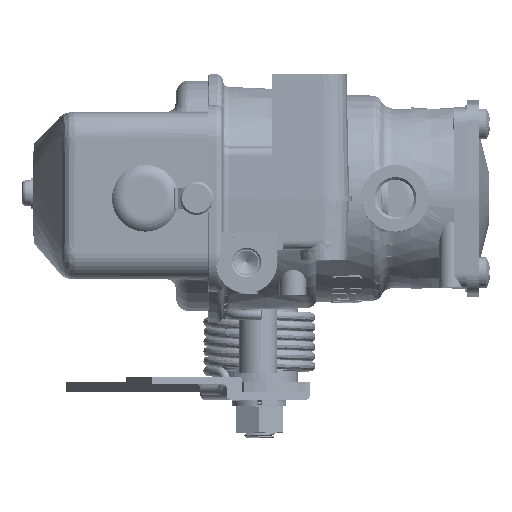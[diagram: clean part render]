
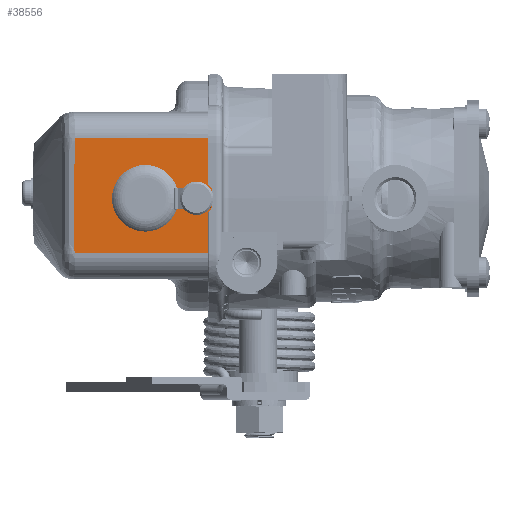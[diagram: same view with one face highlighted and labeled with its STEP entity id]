
A CAD part, left-side view. The second image highlights one B-rep face of the part: STEP entity #38556.
In plain terms, the highlighted planar face has unit normal (1, 0, 0).
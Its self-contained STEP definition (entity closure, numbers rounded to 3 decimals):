
#29452=CARTESIAN_POINT('',(-66.5,10.2,0.));
#29453=DIRECTION('',(1.,0.,0.));
#29454=DIRECTION('',(0.,1.,0.));
#29455=AXIS2_PLACEMENT_3D('',#29452,#29453,#29454);
#29460=DIRECTION('',(0.,0.,1.));
#29461=VECTOR('',#29460,23.5);
#29462=CARTESIAN_POINT('',(-66.5,4.2,0.));
#29463=LINE('',#29462,#29461);
#29467=CARTESIAN_POINT('',(-66.492,23.467,
22.247));
#29468=DIRECTION('',(-1.,0.,0.));
#29469=DIRECTION('',(0.,0.999,0.036));
#29470=AXIS2_PLACEMENT_3D('',#29467,#29468,#29469);
#29475=CARTESIAN_POINT('',(-66.5,57.824,
22.318));
#29476=CARTESIAN_POINT('',(-66.5,57.825,
21.58));
#29477=CARTESIAN_POINT('',(-66.5,57.828,
20.122));
#29478=CARTESIAN_POINT('',(-66.5,57.831,
17.942));
#29479=CARTESIAN_POINT('',(-66.5,57.834,
15.78));
#29480=CARTESIAN_POINT('',(-66.5,57.837,
13.617));
#29481=CARTESIAN_POINT('',(-66.5,57.84,
11.429));
#29482=CARTESIAN_POINT('',(-66.5,57.842,
9.144));
#29483=CARTESIAN_POINT('',(-66.5,57.844,
6.656));
#29484=CARTESIAN_POINT('',(-66.5,57.845,
3.926));
#29485=CARTESIAN_POINT('',(-66.5,57.846,
1.082));
#29486=CARTESIAN_POINT('',(-66.5,57.846,
-1.667));
#29487=CARTESIAN_POINT('',(-66.5,57.845,
-4.184));
#29488=CARTESIAN_POINT('',(-66.5,57.844,
-6.495));
#29489=CARTESIAN_POINT('',(-66.5,57.842,
-8.694));
#29490=CARTESIAN_POINT('',(-66.5,57.84,
-10.855));
#29491=CARTESIAN_POINT('',(-66.5,57.837,
-13.028));
#29492=CARTESIAN_POINT('',(-66.5,57.834,
-15.264));
#29493=CARTESIAN_POINT('',(-66.5,57.831,
-17.636));
#29494=CARTESIAN_POINT('',(-66.5,57.828,
-19.27));
#29495=CARTESIAN_POINT('',(-66.5,57.827,
-20.123));
#29500=CARTESIAN_POINT('',(-66.474,22.382,
-20.037));
#29501=DIRECTION('',(-1.,-0.001,0.));
#29502=DIRECTION('',(-0.001,1.,-0.002));
#29503=AXIS2_PLACEMENT_3D('',#29500,#29501,#29502);
#29508=DIRECTION('',(0.,0.,1.));
#29509=VECTOR('',#29508,21.5);
#29510=CARTESIAN_POINT('',(-66.5,4.2,-21.5));
#29511=LINE('',#29510,#29509);
#29515=CARTESIAN_POINT('',(-66.5,10.2,0.));
#29516=DIRECTION('',(1.,0.,0.));
#29517=DIRECTION('',(0.,-1.,0.));
#29518=AXIS2_PLACEMENT_3D('',#29515,#29516,#29517);
#29523=DIRECTION('',(0.,0.,-1.));
#29524=VECTOR('',#29523,8.);
#29525=CARTESIAN_POINT('',(-66.5,17.272,
4.));
#29526=LINE('',#29525,#29524);
#29530=CARTESIAN_POINT('',(-66.5,17.272,
-4.));
#29531=CARTESIAN_POINT('',(-66.5,17.391,
-4.));
#29532=CARTESIAN_POINT('',(-66.5,17.601,
-4.045));
#29533=CARTESIAN_POINT('',(-66.5,17.854,
-4.209));
#29534=CARTESIAN_POINT('',(-66.5,17.949,
-4.351));
#29535=CARTESIAN_POINT('',(-66.5,17.979,
-4.434));
#29540=CARTESIAN_POINT('',(-66.5,30.2,0.));
#29541=DIRECTION('',(1.,0.,0.));
#29542=DIRECTION('',(0.,-0.94,-0.341));
#29543=AXIS2_PLACEMENT_3D('',#29540,#29541,#29542);
#29548=CARTESIAN_POINT('',(-66.5,30.2,0.));
#29549=DIRECTION('',(1.,0.,0.));
#29550=DIRECTION('',(0.,0.,-1.));
#29551=AXIS2_PLACEMENT_3D('',#29548,#29549,#29550);
#29556=CARTESIAN_POINT('',(-66.5,30.2,0.));
#29557=DIRECTION('',(1.,0.,0.));
#29558=DIRECTION('',(0.,0.,1.));
#29559=AXIS2_PLACEMENT_3D('',#29556,#29557,#29558);
#29564=CARTESIAN_POINT('',(-66.5,17.979,
4.434));
#29565=CARTESIAN_POINT('',(-66.5,17.949,
4.35));
#29566=CARTESIAN_POINT('',(-66.5,17.851,
4.206));
#29567=CARTESIAN_POINT('',(-66.5,17.601,
4.045));
#29568=CARTESIAN_POINT('',(-66.5,17.39,
4.));
#29569=CARTESIAN_POINT('',(-66.5,17.272,
4.));
#30316=DIRECTION('',(0.,-1.,0.));
#30317=VECTOR('',#30316,53.601);
#30318=CARTESIAN_POINT('',(-66.5,57.801,
23.5));
#30319=LINE('',#30318,#30317);
#31508=DIRECTION('',(0.,1.,0.));
#31509=VECTOR('',#31508,53.597);
#31510=CARTESIAN_POINT('',(-66.5,4.2,-21.5));
#31511=LINE('',#31510,#31509);
#35814=CARTESIAN_POINT('',(-66.5,4.2,0.));
#35815=CARTESIAN_POINT('',(-66.5,4.2,23.5));
#35816=VERTEX_POINT('',#35814);
#35817=VERTEX_POINT('',#35815);
#35818=CARTESIAN_POINT('',(-66.5,4.2,-21.5));
#35819=VERTEX_POINT('',#35818);
#35874=CARTESIAN_POINT('',(-66.5,16.2,0.));
#35875=VERTEX_POINT('',#35874);
#35876=CARTESIAN_POINT('',(-66.5,57.801,
23.5));
#35877=VERTEX_POINT('',#35876);
#35878=CARTESIAN_POINT('',(-66.5,57.824,
22.318));
#35879=VERTEX_POINT('',#35878);
#35880=VERTEX_POINT('',#29495);
#35881=CARTESIAN_POINT('',(-66.5,57.797,
-21.5));
#35882=VERTEX_POINT('',#35881);
#35883=CARTESIAN_POINT('',(-66.5,17.272,
4.));
#35884=CARTESIAN_POINT('',(-66.5,17.272,
-4.));
#35885=VERTEX_POINT('',#35883);
#35886=VERTEX_POINT('',#35884);
#35887=VERTEX_POINT('',#29535);
#35888=CARTESIAN_POINT('',(-66.5,30.201,-13.));
#35889=VERTEX_POINT('',#35888);
#35890=CARTESIAN_POINT('',(-66.5,30.199,13.));
#35891=VERTEX_POINT('',#35890);
#35892=CARTESIAN_POINT('',(-66.5,17.979,4.434));
#35893=VERTEX_POINT('',#35892);
#38519=CARTESIAN_POINT('',(-66.5,31.023,1.));
#38520=DIRECTION('',(1.,0.,0.));
#38521=DIRECTION('',(0.,0.,1.));
#38522=AXIS2_PLACEMENT_3D('',#38519,#38520,#38521);
#38523=PLANE('',#38522);
#38525=ORIENTED_EDGE('',*,*,#38524,.T.);
#38526=ORIENTED_EDGE('',*,*,#38448,.T.);
#38528=ORIENTED_EDGE('',*,*,#38527,.F.);
#38530=ORIENTED_EDGE('',*,*,#38529,.T.);
#38532=ORIENTED_EDGE('',*,*,#38531,.T.);
#38534=ORIENTED_EDGE('',*,*,#38533,.T.);
#38536=ORIENTED_EDGE('',*,*,#38535,.F.);
#38537=ORIENTED_EDGE('',*,*,#38450,.T.);
#38539=ORIENTED_EDGE('',*,*,#38538,.T.);
#38540=EDGE_LOOP('',(#38525,#38526,#38528,#38530,#38532,#38534,#38536,#38537,
#38539));
#38541=FACE_OUTER_BOUND('',#38540,.F.);
#38543=ORIENTED_EDGE('',*,*,#38542,.T.);
#38545=ORIENTED_EDGE('',*,*,#38544,.T.);
#38547=ORIENTED_EDGE('',*,*,#38546,.T.);
#38549=ORIENTED_EDGE('',*,*,#38548,.T.);
#38551=ORIENTED_EDGE('',*,*,#38550,.T.);
#38553=ORIENTED_EDGE('',*,*,#38552,.T.);
#38554=EDGE_LOOP('',(#38543,#38545,#38547,#38549,#38551,#38553));
#38555=FACE_BOUND('',#38554,.F.);
#29456=CIRCLE('',#29455,6.);
#29471=CIRCLE('',#29470,34.357);
#29496=B_SPLINE_CURVE_WITH_KNOTS('',3,(#29475,#29476,#29477,#29478,#29479,
#29480,#29481,#29482,#29483,#29484,#29485,#29486,#29487,#29488,#29489,#29490,
#29491,#29492,#29493,#29494,#29495),.UNSPECIFIED.,.F.,.F.,(4,1,1,1,1,1,1,1,1,1,
1,1,1,1,1,1,1,1,4),(0.,0.052,0.103,0.154,
0.205,0.256,0.309,0.366,
0.432,0.502,0.567,0.626,
0.68,0.731,0.782,0.832,
0.884,0.94,1.),.UNSPECIFIED.);
#29504=CIRCLE('',#29503,35.445);
#29519=CIRCLE('',#29518,6.);
#29536=B_SPLINE_CURVE_WITH_KNOTS('',3,(#29530,#29531,#29532,#29533,#29534,
#29535),.UNSPECIFIED.,.F.,.F.,(4,1,1,4),(0.,0.333,
0.667,1.),.UNSPECIFIED.);
#29544=CIRCLE('',#29543,13.);
#29552=CIRCLE('',#29551,13.);
#29560=CIRCLE('',#29559,13.);
#29570=B_SPLINE_CURVE_WITH_KNOTS('',3,(#29564,#29565,#29566,#29567,#29568,
#29569),.UNSPECIFIED.,.F.,.F.,(4,1,1,4),(0.,0.333,
0.667,1.),.UNSPECIFIED.);
#38448=EDGE_CURVE('',#35816,#35817,#29463,.T.);
#38450=EDGE_CURVE('',#35819,#35816,#29511,.T.);
#38524=EDGE_CURVE('',#35875,#35816,#29456,.T.);
#38527=EDGE_CURVE('',#35877,#35817,#30319,.T.);
#38529=EDGE_CURVE('',#35877,#35879,#29471,.T.);
#38531=EDGE_CURVE('',#35879,#35880,#29496,.T.);
#38533=EDGE_CURVE('',#35880,#35882,#29504,.T.);
#38535=EDGE_CURVE('',#35819,#35882,#31511,.T.);
#38538=EDGE_CURVE('',#35816,#35875,#29519,.T.);
#38542=EDGE_CURVE('',#35885,#35886,#29526,.T.);
#38544=EDGE_CURVE('',#35886,#35887,#29536,.T.);
#38546=EDGE_CURVE('',#35887,#35889,#29544,.T.);
#38548=EDGE_CURVE('',#35889,#35891,#29552,.T.);
#38550=EDGE_CURVE('',#35891,#35893,#29560,.T.);
#38552=EDGE_CURVE('',#35893,#35885,#29570,.T.);
#38556=ADVANCED_FACE('',(#38541,#38555),#38523,.T.);
